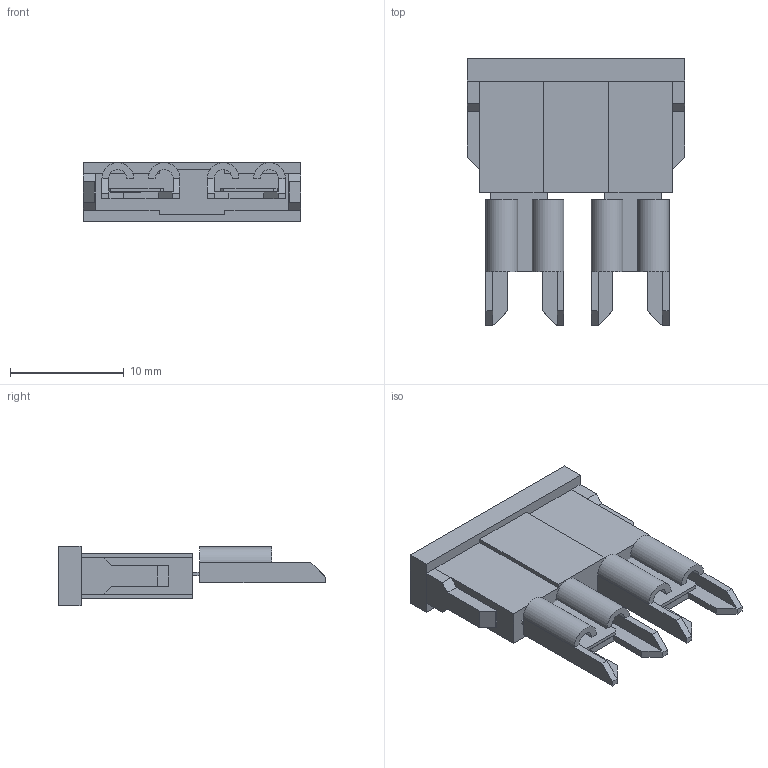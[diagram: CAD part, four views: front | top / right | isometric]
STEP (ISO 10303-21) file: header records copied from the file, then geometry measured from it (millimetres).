
FILE_DESCRIPTION(/* description */ (''),/* implementation_level */ '2;1');
FILE_NAME(/* name */ 'fuse holder.step',/* time_stamp */ '2018-06-14T12:15:23+01:00',/* author */ ('SJouet'),/* organization */ (''),/* preprocessor_version */ 'ST-DEVELOPER v17',/* originating_system */ 'Autodesk Translation Framework v7.1.0.215',/* authorisation */ '');
FILE_SCHEMA (('AUTOMOTIVE_DESIGN { 1 0 10303 214 3 1 1 }'));
Length unit declared in the file: millimetre
Products named in the file (3): fuse holder; fuse clip; fuse
Assembly tree (3 placements, depth 2):
  fuse holder
    fuse clip  x2
    fuse
Bounding box: 19.2 x 23.55 x 5.2 mm (x, y, z)
Volume: 1018 mm3; surface area: 1773.1 mm2
Topology: 7 solids, 7 shells, 113 faces, 286 edges, 188 vertices
Faces by surface type: plane 105, cylinder 8
Entity records: 2644 total; most frequent: CARTESIAN_POINT 455, ORIENTED_EDGE 436, DIRECTION 412, EDGE_CURVE 218, LINE 210, VECTOR 210, VERTEX_POINT 144, AXIS2_PLACEMENT_3D 101
